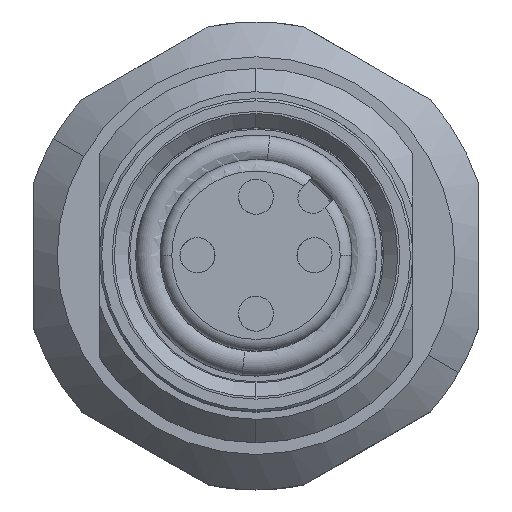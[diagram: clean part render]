
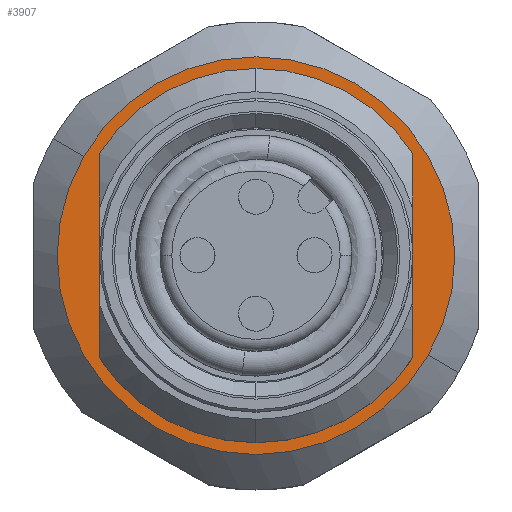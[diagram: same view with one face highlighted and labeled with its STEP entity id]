
A CAD part, top view. The second image highlights one B-rep face of the part: STEP entity #3907.
In plain terms, the highlighted planar face has unit normal (0, 0, 1).
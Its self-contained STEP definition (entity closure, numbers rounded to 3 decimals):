
#3809=AXIS2_PLACEMENT_3D('Circle Axis2P3D',#3807,#3808,$) ;
#3832=AXIS2_PLACEMENT_3D('Circle Axis2P3D',#3830,#3831,$) ;
#3851=AXIS2_PLACEMENT_3D('Plane Axis2P3D',#3848,#3849,#3850) ;
#3868=AXIS2_PLACEMENT_3D('Circle Axis2P3D',#3866,#3867,$) ;
#3875=AXIS2_PLACEMENT_3D('Circle Axis2P3D',#3873,#3874,$) ;
#3889=AXIS2_PLACEMENT_3D('Circle Axis2P3D',#3887,#3888,$) ;
#3896=AXIS2_PLACEMENT_3D('Circle Axis2P3D',#3894,#3895,$) ;
#3797=CARTESIAN_POINT('Vertex',(2.139,14.25,21.614)) ;
#3804=CARTESIAN_POINT('Vertex',(16.861,5.75,21.614)) ;
#3807=CARTESIAN_POINT('Axis2P3D Location',(9.5,10.,21.614)) ;
#3830=CARTESIAN_POINT('Axis2P3D Location',(9.5,10.,21.614)) ;
#3848=CARTESIAN_POINT('Axis2P3D Location',(3.247,13.61,21.614)) ;
#3857=CARTESIAN_POINT('Line Origine',(16.2,10.,21.614)) ;
#3861=CARTESIAN_POINT('Vertex',(16.2,5.629,21.614)) ;
#3863=CARTESIAN_POINT('Vertex',(16.2,14.371,21.614)) ;
#3866=CARTESIAN_POINT('Axis2P3D Location',(9.5,10.,21.614)) ;
#3870=CARTESIAN_POINT('Vertex',(9.5,2.,21.614)) ;
#3873=CARTESIAN_POINT('Axis2P3D Location',(9.5,10.,21.614)) ;
#3877=CARTESIAN_POINT('Vertex',(2.8,5.629,21.614)) ;
#3880=CARTESIAN_POINT('Line Origine',(2.8,10.,21.614)) ;
#3884=CARTESIAN_POINT('Vertex',(2.8,14.371,21.614)) ;
#3887=CARTESIAN_POINT('Axis2P3D Location',(9.5,10.,21.614)) ;
#3891=CARTESIAN_POINT('Vertex',(9.5,18.,21.614)) ;
#3894=CARTESIAN_POINT('Axis2P3D Location',(9.5,10.,21.614)) ;
#3808=DIRECTION('Axis2P3D Direction',(0.,0.,-1.)) ;
#3831=DIRECTION('Axis2P3D Direction',(0.,0.,-1.)) ;
#3849=DIRECTION('Axis2P3D Direction',(0.,-0.,1.)) ;
#3850=DIRECTION('Axis2P3D XDirection',(0.5,0.866,0.)) ;
#3858=DIRECTION('Vector Direction',(0.,1.,0.)) ;
#3867=DIRECTION('Axis2P3D Direction',(0.,-0.,1.)) ;
#3874=DIRECTION('Axis2P3D Direction',(0.,-0.,1.)) ;
#3881=DIRECTION('Vector Direction',(0.,-1.,0.)) ;
#3888=DIRECTION('Axis2P3D Direction',(0.,-0.,1.)) ;
#3895=DIRECTION('Axis2P3D Direction',(0.,-0.,1.)) ;
#3859=VECTOR('Line Direction',#3858,1.) ;
#3882=VECTOR('Line Direction',#3881,1.) ;
#3854=ORIENTED_EDGE('',*,*,#3834,.T.) ;
#3855=ORIENTED_EDGE('',*,*,#3811,.T.) ;
#3900=ORIENTED_EDGE('',*,*,#3865,.F.) ;
#3901=ORIENTED_EDGE('',*,*,#3872,.F.) ;
#3902=ORIENTED_EDGE('',*,*,#3879,.F.) ;
#3903=ORIENTED_EDGE('',*,*,#3886,.F.) ;
#3904=ORIENTED_EDGE('',*,*,#3893,.F.) ;
#3905=ORIENTED_EDGE('',*,*,#3898,.F.) ;
#3906=FACE_BOUND('',#3899,.T.) ;
#3907=ADVANCED_FACE('Hauptkoerper',(#3856,#3906),#3852,.T.) ;
#3810=CIRCLE('generated circle',#3809,8.5) ;
#3833=CIRCLE('generated circle',#3832,8.5) ;
#3869=CIRCLE('generated circle',#3868,8.) ;
#3876=CIRCLE('generated circle',#3875,8.) ;
#3890=CIRCLE('generated circle',#3889,8.) ;
#3897=CIRCLE('generated circle',#3896,8.) ;
#3811=EDGE_CURVE('',#3798,#3805,#3810,.F.) ;
#3834=EDGE_CURVE('',#3805,#3798,#3833,.F.) ;
#3865=EDGE_CURVE('',#3862,#3864,#3860,.T.) ;
#3872=EDGE_CURVE('',#3871,#3862,#3869,.T.) ;
#3879=EDGE_CURVE('',#3878,#3871,#3876,.T.) ;
#3886=EDGE_CURVE('',#3885,#3878,#3883,.T.) ;
#3893=EDGE_CURVE('',#3892,#3885,#3890,.T.) ;
#3898=EDGE_CURVE('',#3864,#3892,#3897,.T.) ;
#3853=EDGE_LOOP('',(#3854,#3855)) ;
#3899=EDGE_LOOP('',(#3900,#3901,#3902,#3903,#3904,#3905)) ;
#3856=FACE_OUTER_BOUND('',#3853,.T.) ;
#3860=LINE('Line',#3857,#3859) ;
#3883=LINE('Line',#3880,#3882) ;
#3852=PLANE('',#3851) ;
#3798=VERTEX_POINT('',#3797) ;
#3805=VERTEX_POINT('',#3804) ;
#3862=VERTEX_POINT('',#3861) ;
#3864=VERTEX_POINT('',#3863) ;
#3871=VERTEX_POINT('',#3870) ;
#3878=VERTEX_POINT('',#3877) ;
#3885=VERTEX_POINT('',#3884) ;
#3892=VERTEX_POINT('',#3891) ;
